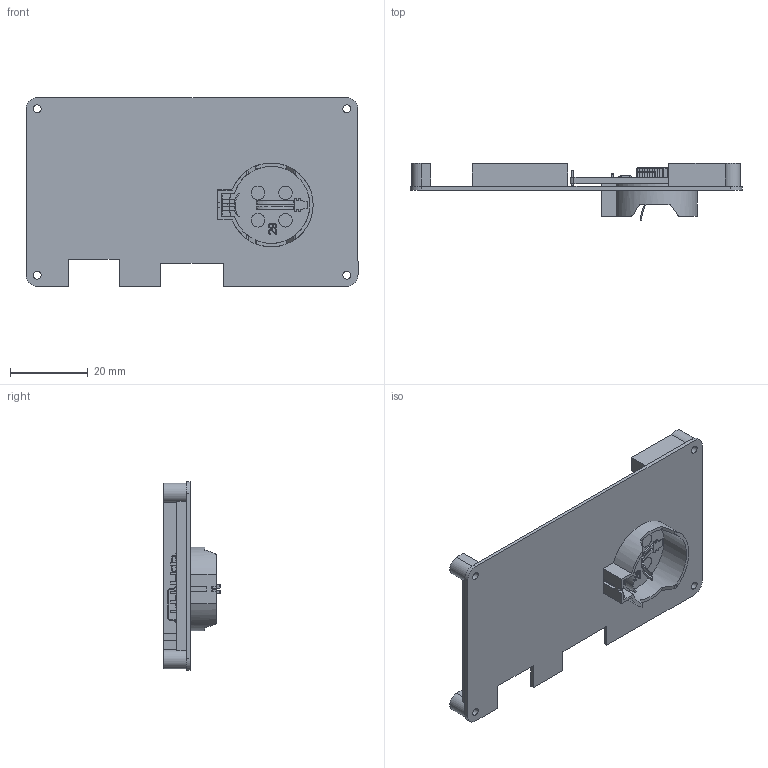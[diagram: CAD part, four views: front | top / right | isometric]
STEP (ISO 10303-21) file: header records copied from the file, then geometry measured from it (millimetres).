
FILE_DESCRIPTION(/* description */ (''),/* implementation_level */ '2;1');
FILE_NAME(/* name */ 'case_assembly.stp',/* time_stamp */ '2023-08-09T20:56:26-05:00',/* author */ ('kar'),/* organization */ (''),/* preprocessor_version */ 'ST-DEVELOPER v19',/* originating_system */ 'Autodesk Inventor 2023',/* authorisation */ '');
FILE_SCHEMA (('AUTOMOTIVE_DESIGN { 1 0 10303 214 3 1 1 }'));
Products named in the file (3): case_assembly; HW-84; my_back_metric
Assembly tree (2 placements, depth 2):
  case_assembly
    HW-84
    my_back_metric
Bounding box: 85.6 x 14.69 x 48.7 mm (x, y, z)
Volume: 8357.3 mm3; surface area: 13944.6 mm2
Topology: 101 solids, 101 shells, 1113 faces, 2692 edges, 1833 vertices
Faces by surface type: plane 826, cylinder 239, bspline 47, torus 1
Full cylindrical faces by diameter (mm): 0.85 x1, 0.89 x8, 0.9 x4, 1 x2, 1.1 x4, 2 x4, 2.1 x3, 3.5 x4, 21.6 x1
Entity records: 32787 total; most frequent: CARTESIAN_POINT 6562, ORIENTED_EDGE 5314, DIRECTION 5138, EDGE_CURVE 2657, LINE 2104, VECTOR 2104, VERTEX_POINT 1750, AXIS2_PLACEMENT_3D 1517
